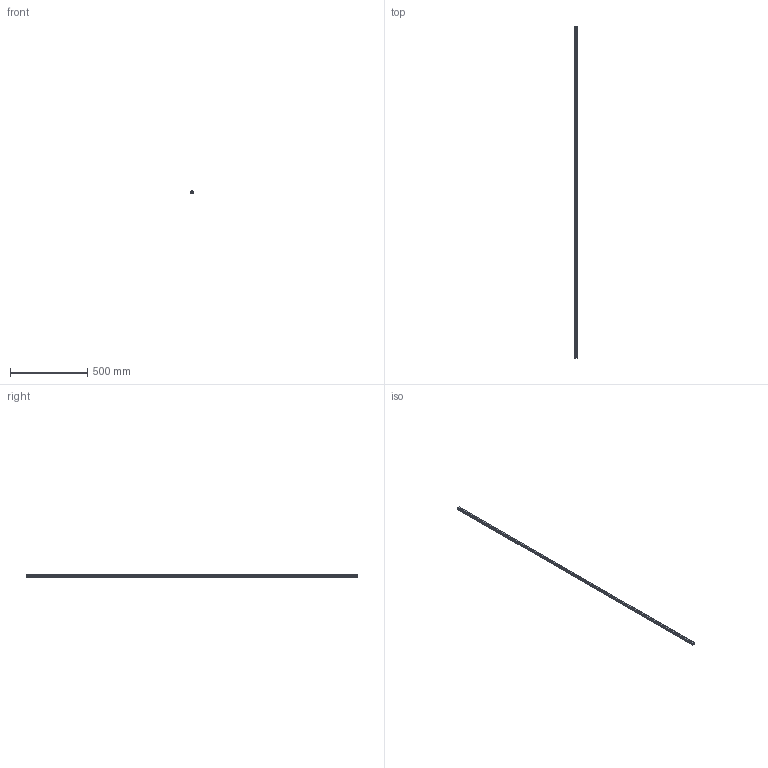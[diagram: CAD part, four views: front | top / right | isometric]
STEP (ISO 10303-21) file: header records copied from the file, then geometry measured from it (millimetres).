
FILE_DESCRIPTION(('STEP AP214'),'1');
FILE_NAME('cctmp_030AF90C-BBF7-42DF-A92D-0E3AF62A635B_2020_5_5_13_30_47_851..stp','2020-05-05T11:30:48',('HIWIN GmbH'),('CADClick - www.CADClick.com'),'Spatial InterOp 3D',' ','unknown authorization');
FILE_SCHEMA(('AUTOMOTIVE_DESIGN'));
Length unit declared in the file: millimetre
Products named in the file (1): HGR15R2150H_FILE
Bounding box: 15 x 2150 x 15 mm (x, y, z)
Volume: 394963.2 mm3; surface area: 143288.8 mm2
Topology: 1 solids, 1 shells, 439 faces, 975 edges, 650 vertices
Faces by surface type: cylinder 242, plane 197
Entity records: 15889 total; most frequent: DIRECTION 2339, CARTESIAN_POINT 2065, ORIENTED_EDGE 1950, EDGE_CURVE 975, AXIS2_PLACEMENT_3D 924, VERTEX_POINT 650, EDGE_LOOP 551, LINE 491
